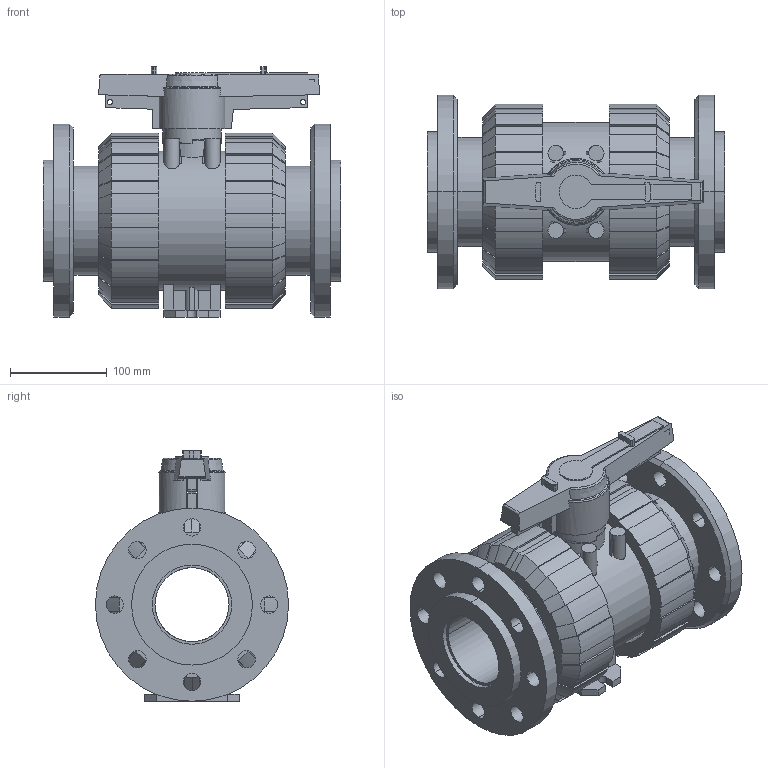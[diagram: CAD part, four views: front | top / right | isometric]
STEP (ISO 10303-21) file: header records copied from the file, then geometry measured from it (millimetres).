
FILE_DESCRIPTION(('STEP AP214'),'1');
FILE_NAME('cctmp_C5AAB4AC-169C-465F-BA5F-0441825F94E3_2022_05_05_11_22_23_0438..stp','2022-05-05T09:22:24',('Praher Valves GmbH'),('CADClick - www.CADClick.com'),'Spatial InterOp 3D',' ','unknown authorization');
FILE_SCHEMA(('AUTOMOTIVE_DESIGN'));
Length unit declared in the file: millimetre
Products named in the file (11): cc_unnamed; 210511_9; 210511_8; 210511_7; 210511_6; 210511_5; 210511_4; 210511_3; 210511_2; 210511_1; 210511
Assembly tree (10 placements, depth 2):
  cc_unnamed
    210511_9
    210511_8
    210511_7
    210511_6
    210511_5
    210511_4
    210511_3
    210511_2
    210511_1
    210511
Bounding box: 308 x 200 x 259.3 mm (x, y, z)
Volume: 4902086.4 mm3; surface area: 770238.5 mm2
Topology: 10 solids, 10 shells, 661 faces, 1877 edges, 1248 vertices
Faces by surface type: plane 297, cylinder 192, cone 88, bspline 76, torus 8
Entity records: 29704 total; most frequent: CARTESIAN_POINT 7312, ORIENTED_EDGE 3754, DIRECTION 3277, EDGE_CURVE 1877, VERTEX_POINT 1248, AXIS2_PLACEMENT_3D 1148, LINE 981, VECTOR 981
